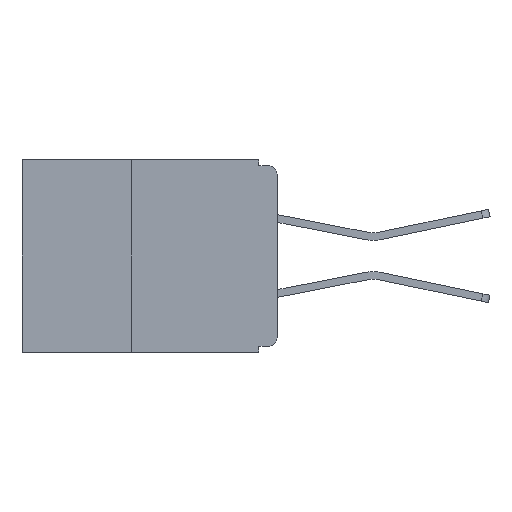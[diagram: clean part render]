
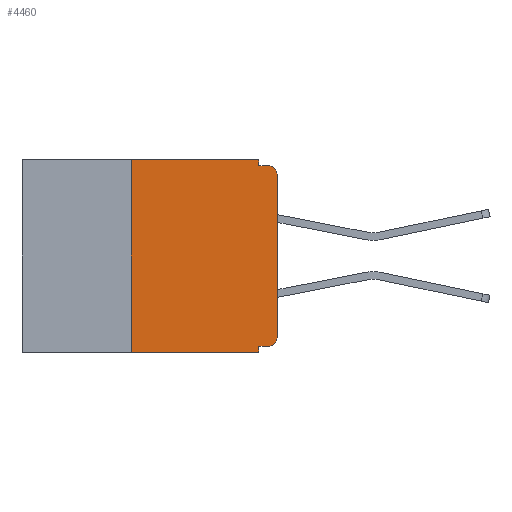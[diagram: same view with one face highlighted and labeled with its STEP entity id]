
A CAD part, left-side view. The second image highlights one B-rep face of the part: STEP entity #4460.
In plain terms, the highlighted planar face has unit normal (-1, 0, 0).
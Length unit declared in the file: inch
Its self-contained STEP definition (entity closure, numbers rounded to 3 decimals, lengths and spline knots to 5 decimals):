
#290 = CARTESIAN_POINT ( 'NONE',  ( 0., 0.031, -0.01 ) ) ;
#332 = LINE ( 'NONE', #26601, #22187 ) ;
#1657 = CARTESIAN_POINT ( 'NONE',  ( 0., 0.437, -0.33 ) ) ;
#2611 = VECTOR ( 'NONE', #12703, 39.37008 ) ;
#3158 = CARTESIAN_POINT ( 'NONE',  ( 0., 0.015, -0.01 ) ) ;
#3381 = DIRECTION ( 'NONE',  ( -1., 0., 0. ) ) ;
#3628 = CARTESIAN_POINT ( 'NONE',  ( 0., 0., -0.32 ) ) ;
#4228 = CARTESIAN_POINT ( 'NONE',  ( 0., 0., -0.01 ) ) ;
#4460 = ADVANCED_FACE ( 'NONE', ( #12239 ), #10696, .F. ) ;
#5889 = LINE ( 'NONE', #16912, #12561 ) ;
#6328 = LINE ( 'NONE', #3628, #22970 ) ;
#6449 = VERTEX_POINT ( 'NONE', #26920 ) ;
#6455 = DIRECTION ( 'NONE',  ( 0., -1., 0. ) ) ;
#6652 = EDGE_CURVE ( 'NONE', #16647, #22082, #6328, .T. ) ;
#7063 = VERTEX_POINT ( 'NONE', #15912 ) ;
#7580 = VERTEX_POINT ( 'NONE', #13415 ) ;
#8045 = EDGE_CURVE ( 'NONE', #7580, #7063, #16462, .T. ) ;
#8120 = CARTESIAN_POINT ( 'NONE',  ( 0., 0.015, -0.025 ) ) ;
#8224 = VECTOR ( 'NONE', #22322, 39.37008 ) ;
#10046 = DIRECTION ( 'NONE',  ( 0., 0., -1. ) ) ;
#10203 = DIRECTION ( 'NONE',  ( 1., 0., 0. ) ) ;
#10304 = DIRECTION ( 'NONE',  ( 0., 0., -1. ) ) ;
#10363 = DIRECTION ( 'NONE',  ( 0., -1., 0. ) ) ;
#10696 = PLANE ( 'NONE',  #11971 ) ;
#10716 = CARTESIAN_POINT ( 'NONE',  ( 0., 0.437, 0. ) ) ;
#10775 = CARTESIAN_POINT ( 'NONE',  ( 0., 0.031, -0.33 ) ) ;
#11866 = EDGE_LOOP ( 'NONE', ( #16952, #21181, #21337, #21365, #22666, #22691, #23801, #24415, #24444, #25829 ) ) ;
#11971 = AXIS2_PLACEMENT_3D ( 'NONE', #10716, #10203, #10046 ) ;
#12239 = FACE_OUTER_BOUND ( 'NONE', #11866, .T. ) ;
#12531 = CARTESIAN_POINT ( 'NONE',  ( 0., 0.437, 0. ) ) ;
#12561 = VECTOR ( 'NONE', #25676, 39.37008 ) ;
#12703 = DIRECTION ( 'NONE',  ( 0., 0., 1. ) ) ;
#12853 = CIRCLE ( 'NONE', #13373, 0.015 ) ;
#13373 = AXIS2_PLACEMENT_3D ( 'NONE', #8120, #23296, #10304 ) ;
#13415 = CARTESIAN_POINT ( 'NONE',  ( 0., 0.25, 0. ) ) ;
#13569 = VERTEX_POINT ( 'NONE', #3158 ) ;
#15404 = EDGE_CURVE ( 'NONE', #27866, #13569, #25839, .T. ) ;
#15778 = VECTOR ( 'NONE', #10363, 39.37008 ) ;
#15912 = CARTESIAN_POINT ( 'NONE',  ( 0., 0.031, 0. ) ) ;
#16101 = EDGE_CURVE ( 'NONE', #22082, #18135, #332, .T. ) ;
#16462 = LINE ( 'NONE', #12531, #15778 ) ;
#16467 = CARTESIAN_POINT ( 'NONE',  ( 0., 0.015, -0.305 ) ) ;
#16647 = VERTEX_POINT ( 'NONE', #19756 ) ;
#16790 = DIRECTION ( 'NONE',  ( 0., 1., 0. ) ) ;
#16912 = CARTESIAN_POINT ( 'NONE',  ( 0., 0.25, -0.33 ) ) ;
#16952 = ORIENTED_EDGE ( 'NONE', *, *, #25607, .T. ) ;
#17029 = DIRECTION ( 'NONE',  ( 0., -1., 0. ) ) ;
#17073 = CARTESIAN_POINT ( 'NONE',  ( 0., 0., 0. ) ) ;
#17637 = VERTEX_POINT ( 'NONE', #25152 ) ;
#17930 = DIRECTION ( 'NONE',  ( 0., 0., -1. ) ) ;
#18135 = VERTEX_POINT ( 'NONE', #10775 ) ;
#18657 = DIRECTION ( 'NONE',  ( 0., 0., -1. ) ) ;
#19756 = CARTESIAN_POINT ( 'NONE',  ( 0., 0.015, -0.32 ) ) ;
#19772 = VERTEX_POINT ( 'NONE', #25627 ) ;
#19967 = LINE ( 'NONE', #17073, #2611 ) ;
#20134 = CARTESIAN_POINT ( 'NONE',  ( 0., 0.031, 0. ) ) ;
#20251 = CIRCLE ( 'NONE', #26228, 0.015 ) ;
#20262 = EDGE_CURVE ( 'NONE', #16647, #17637, #20251, .T. ) ;
#20432 = EDGE_CURVE ( 'NONE', #19772, #18135, #27114, .T. ) ;
#21181 = ORIENTED_EDGE ( 'NONE', *, *, #26156, .T. ) ;
#21238 = VECTOR ( 'NONE', #17029, 39.37008 ) ;
#21337 = ORIENTED_EDGE ( 'NONE', *, *, #15404, .F. ) ;
#21365 = ORIENTED_EDGE ( 'NONE', *, *, #23382, .F. ) ;
#21887 = EDGE_CURVE ( 'NONE', #19772, #7580, #5889, .T. ) ;
#21912 = CARTESIAN_POINT ( 'NONE',  ( 0., 0.031, -0.32 ) ) ;
#22082 = VERTEX_POINT ( 'NONE', #21912 ) ;
#22187 = VECTOR ( 'NONE', #17930, 39.37008 ) ;
#22322 = DIRECTION ( 'NONE',  ( 0., 0., -1. ) ) ;
#22666 = ORIENTED_EDGE ( 'NONE', *, *, #8045, .F. ) ;
#22691 = ORIENTED_EDGE ( 'NONE', *, *, #21887, .F. ) ;
#22970 = VECTOR ( 'NONE', #16790, 39.37008 ) ;
#23296 = DIRECTION ( 'NONE',  ( -1., 0., 0. ) ) ;
#23382 = EDGE_CURVE ( 'NONE', #7063, #27866, #25562, .T. ) ;
#23801 = ORIENTED_EDGE ( 'NONE', *, *, #20432, .T. ) ;
#24415 = ORIENTED_EDGE ( 'NONE', *, *, #16101, .F. ) ;
#24444 = ORIENTED_EDGE ( 'NONE', *, *, #6652, .F. ) ;
#24452 = VECTOR ( 'NONE', #6455, 39.37008 ) ;
#25152 = CARTESIAN_POINT ( 'NONE',  ( 0., 0., -0.305 ) ) ;
#25562 = LINE ( 'NONE', #20134, #8224 ) ;
#25607 = EDGE_CURVE ( 'NONE', #17637, #6449, #19967, .T. ) ;
#25627 = CARTESIAN_POINT ( 'NONE',  ( 0., 0.25, -0.33 ) ) ;
#25676 = DIRECTION ( 'NONE',  ( 0., 0., 1. ) ) ;
#25829 = ORIENTED_EDGE ( 'NONE', *, *, #20262, .T. ) ;
#25839 = LINE ( 'NONE', #4228, #24452 ) ;
#26156 = EDGE_CURVE ( 'NONE', #6449, #13569, #12853, .T. ) ;
#26228 = AXIS2_PLACEMENT_3D ( 'NONE', #16467, #3381, #18657 ) ;
#26601 = CARTESIAN_POINT ( 'NONE',  ( 0., 0.031, -0.33 ) ) ;
#26920 = CARTESIAN_POINT ( 'NONE',  ( 0., 0., -0.025 ) ) ;
#27114 = LINE ( 'NONE', #1657, #21238 ) ;
#27866 = VERTEX_POINT ( 'NONE', #290 ) ;
